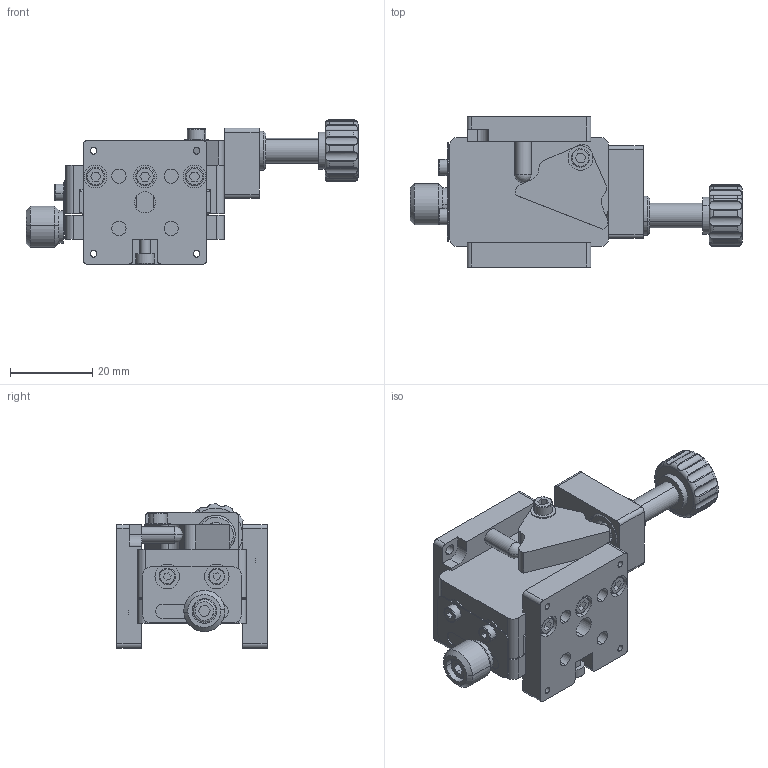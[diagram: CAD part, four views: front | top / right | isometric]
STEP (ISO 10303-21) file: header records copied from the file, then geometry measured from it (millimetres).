
FILE_DESCRIPTION (( 'STEP AP203' ), '1' );
FILE_NAME ('56VTS-1.STEP', '2017-10-02T07:47:44', ( '' ), ( '' ), 'SwSTEP 2.0', 'SolidWorks 2016', '' );
FILE_SCHEMA (( 'CONFIG_CONTROL_DESIGN' ));
Length unit declared in the file: millimetre
Products named in the file (1): 56VTS-1
Bounding box: 80.6 x 36.5 x 35 mm (x, y, z)
Volume: 32922 mm3; surface area: 25368.6 mm2
Topology: 41 solids, 41 shells, 1025 faces, 2548 edges, 1618 vertices
Faces by surface type: plane 480, cylinder 371, cone 92, bspline 40, torus 38, sphere 4
Entity records: 32856 total; most frequent: CARTESIAN_POINT 8162, DIRECTION 5123, ORIENTED_EDGE 5014, EDGE_CURVE 2507, AXIS2_PLACEMENT_3D 1812, VERTEX_POINT 1613, LINE 1499, VECTOR 1499
